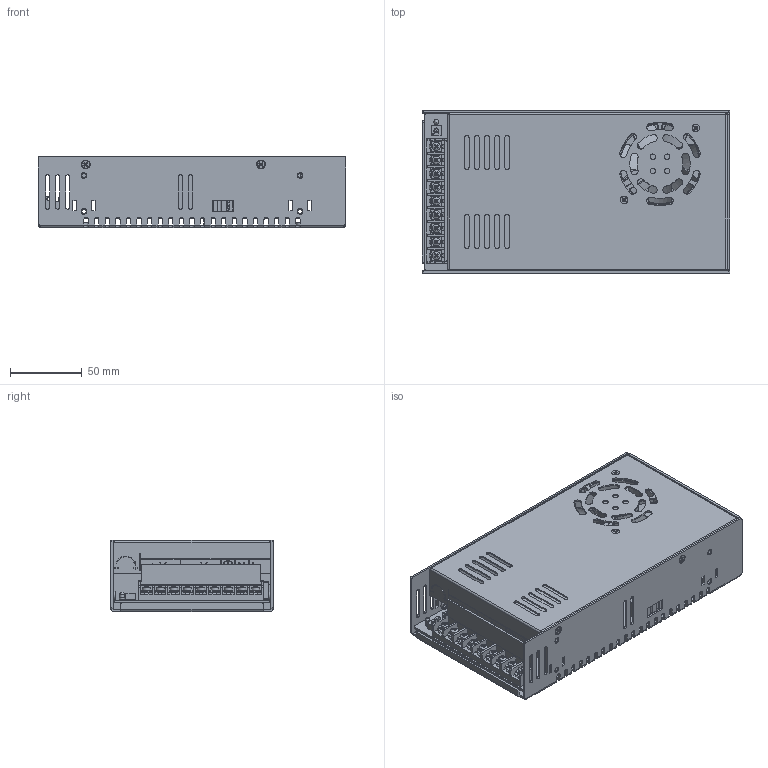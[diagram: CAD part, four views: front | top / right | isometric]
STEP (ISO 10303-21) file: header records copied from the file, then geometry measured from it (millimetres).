
FILE_DESCRIPTION(('FreeCAD Model'),'2;1');
FILE_NAME('Open CASCADE Shape Model','2023-06-03T09:12:14',(''),(''), 'Open CASCADE STEP processor 7.6','FreeCAD','Unknown');
FILE_SCHEMA(('AUTOMOTIVE_DESIGN { 1 0 10303 214 1 1 1 1 }'));
Length unit declared in the file: millimetre
Products named in the file (27): Unnamed; Cut; Body002; Body003; Body004; Body005; Body006; Body007; Body008; M3x6-Screw; M3x6-Screw009; Array004; Fusion010; Body023; Body024; Body025; Fusion011; Body028; Body029; Body030; Fusion013; Cut001; Body032; Fusion014; Body035; Body036; Fusion015
Assembly tree (48 placements, depth 3):
  Unnamed
    Cut
    Body002
    Body003
    Body004
    Body005
    Body006
    Body007
    Body008
    M3x6-Screw  x5
    M3x6-Screw009  x11
    Array004
      Fusion010  x9
    Body023
    Body024
    Body025
    Fusion011
    Body028
    Body029
    Body030
    Fusion013
    Cut001
    Body032
    Fusion014
    Body035
    Body036
    Fusion015
Bounding box: 214 x 113 x 49.5 mm (x, y, z)
Volume: 181444.6 mm3; surface area: 287733.9 mm2
Topology: 57 solids, 57 shells, 2552 faces, 7140 edges, 4689 vertices
Faces by surface type: plane 1392, cylinder 585, extrusion 328, cone 181, torus 35, revolution 16, sphere 15
Full cylindrical faces by diameter (mm): 0.46 x3, 0.652 x1, 2 x4, 2.5 x2, 2.55 x5, 2.9 x1, 3 x44, 3.25 x21, 3.9 x4, 4.5 x10, 5 x4, 5.3 x11, 5.6 x14, 5.75 x10, 6.657 x1, 7.657 x1, 32 x1, 56 x1
Entity records: 133930 total; most frequent: CARTESIAN_POINT 34178, DIRECTION 17039, VECTOR 10886, LINE 10558, ORIENTED_EDGE 10268, PCURVE 10268, DEFINITIONAL_REPRESENTATION 10268, EDGE_CURVE 5134
